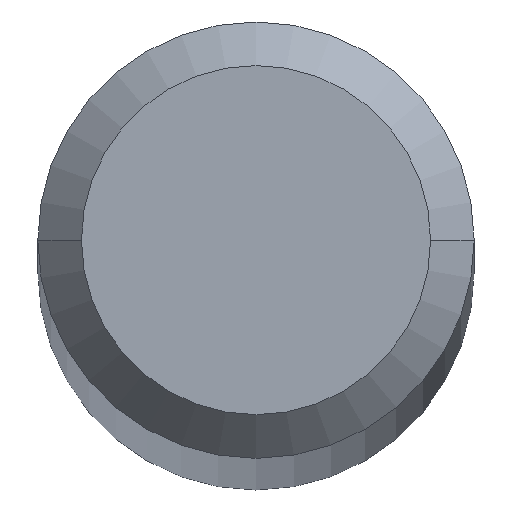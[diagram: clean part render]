
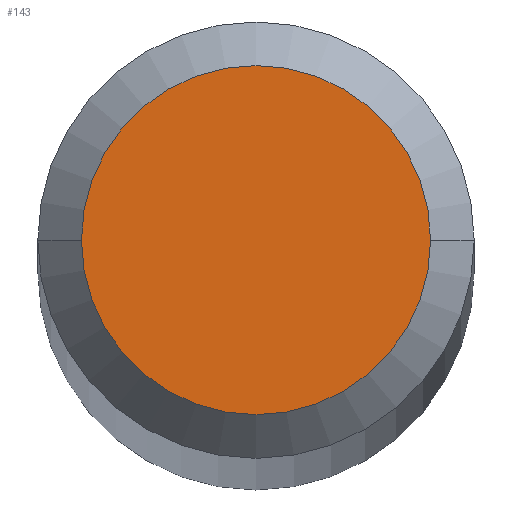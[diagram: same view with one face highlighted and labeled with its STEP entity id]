
A CAD part, top view. The second image highlights one B-rep face of the part: STEP entity #143.
In plain terms, the highlighted planar face has unit normal (0, 0, 1).
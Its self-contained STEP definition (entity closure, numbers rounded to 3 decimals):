
#79 = ORIENTED_EDGE ( 'NONE', *, *, #118, .T. ) ;
#106 = VERTEX_POINT ( 'NONE', #188 ) ;
#107 = VERTEX_POINT ( 'NONE', #187 ) ;
#118 = EDGE_CURVE ( 'NONE', #106, #107, #219, .T. ) ;
#137 = ORIENTED_EDGE ( 'NONE', *, *, #138, .T. ) ;
#138 = EDGE_CURVE ( 'NONE', #107, #106, #251, .T. ) ;
#143 = ADVANCED_FACE ( 'NONE', ( #255 ), #259, .T. ) ;
#144 = EDGE_LOOP ( 'NONE', ( #137, #79 ) ) ;
#187 = CARTESIAN_POINT ( 'NONE',  ( -4.8, 0., 250. ) ) ;
#188 = CARTESIAN_POINT ( 'NONE',  ( 4.8, 0., 250. ) ) ;
#216 = DIRECTION ( 'NONE',  ( 1., 0., 0. ) ) ;
#217 = DIRECTION ( 'NONE',  ( 0., 0., 1. ) ) ;
#218 = AXIS2_PLACEMENT_3D ( 'NONE', #238, #217, #216 ) ;
#219 = CIRCLE ( 'NONE', #218, 4.8 ) ;
#238 = CARTESIAN_POINT ( 'NONE',  ( 0., 0., 250. ) ) ;
#242 = DIRECTION ( 'NONE',  ( 1., 0., 0. ) ) ;
#243 = DIRECTION ( 'NONE',  ( 0., 0., 1. ) ) ;
#244 = CARTESIAN_POINT ( 'NONE',  ( 0., 0., 250. ) ) ;
#245 = AXIS2_PLACEMENT_3D ( 'NONE', #244, #243, #242 ) ;
#251 = CIRCLE ( 'NONE', #245, 4.8 ) ;
#255 = FACE_OUTER_BOUND ( 'NONE', #144, .T. ) ;
#258 = AXIS2_PLACEMENT_3D ( 'NONE', #262, #261, #264 ) ;
#259 = PLANE ( 'NONE',  #258 ) ;
#261 = DIRECTION ( 'NONE',  ( 0., 0., 1. ) ) ;
#262 = CARTESIAN_POINT ( 'NONE',  ( 0., 0., 250. ) ) ;
#264 = DIRECTION ( 'NONE',  ( 1., 0., 0. ) ) ;
